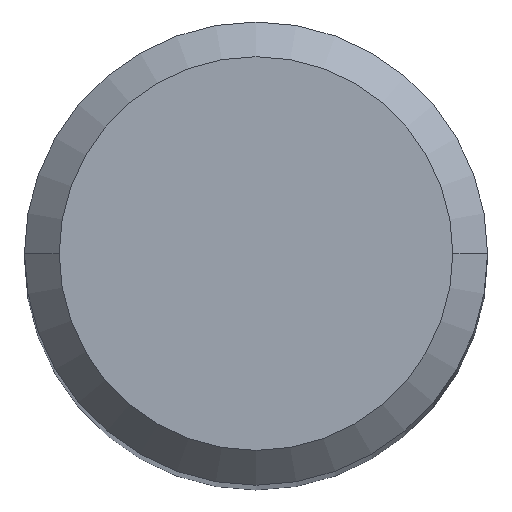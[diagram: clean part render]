
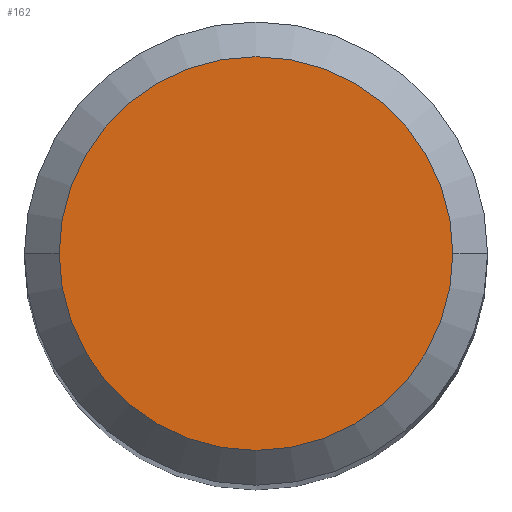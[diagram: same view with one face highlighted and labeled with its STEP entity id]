
A CAD part, top view. The second image highlights one B-rep face of the part: STEP entity #162.
In plain terms, the highlighted planar face has unit normal (0, 0, 1).
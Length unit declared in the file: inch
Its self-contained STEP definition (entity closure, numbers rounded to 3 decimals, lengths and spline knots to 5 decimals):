
#74 = DIRECTION ( 'NONE',  ( -1., 0., 0. ) ) ;
#76 = CIRCLE ( 'NONE', #466, 0.10039 ) ;
#84 = VERTEX_POINT ( 'NONE', #193 ) ;
#152 = CARTESIAN_POINT ( 'NONE',  ( 0., 0., 0. ) ) ;
#162 = ADVANCED_FACE ( 'NONE', ( #427 ), #351, .F. ) ;
#180 = CIRCLE ( 'NONE', #458, 0.10039 ) ;
#193 = CARTESIAN_POINT ( 'NONE',  ( 0.10039, 0., 0. ) ) ;
#198 = ORIENTED_EDGE ( 'NONE', *, *, #435, .T. ) ;
#201 = CARTESIAN_POINT ( 'NONE',  ( 0., 0., 0. ) ) ;
#215 = EDGE_CURVE ( 'NONE', #84, #282, #76, .T. ) ;
#227 = CARTESIAN_POINT ( 'NONE',  ( 0., 0., 0. ) ) ;
#231 = DIRECTION ( 'NONE',  ( 0., 0., 1. ) ) ;
#233 = DIRECTION ( 'NONE',  ( 1., 0., 0. ) ) ;
#234 = ORIENTED_EDGE ( 'NONE', *, *, #215, .T. ) ;
#244 = DIRECTION ( 'NONE',  ( 1., 0., 0. ) ) ;
#262 = DIRECTION ( 'NONE',  ( 0., 0., -1. ) ) ;
#282 = VERTEX_POINT ( 'NONE', #425 ) ;
#351 = PLANE ( 'NONE',  #465 ) ;
#425 = CARTESIAN_POINT ( 'NONE',  ( -0.10039, 0., 0. ) ) ;
#427 = FACE_OUTER_BOUND ( 'NONE', #455, .T. ) ;
#435 = EDGE_CURVE ( 'NONE', #282, #84, #180, .T. ) ;
#440 = DIRECTION ( 'NONE',  ( 0., 0., 1. ) ) ;
#455 = EDGE_LOOP ( 'NONE', ( #198, #234 ) ) ;
#458 = AXIS2_PLACEMENT_3D ( 'NONE', #201, #440, #244 ) ;
#465 = AXIS2_PLACEMENT_3D ( 'NONE', #227, #262, #74 ) ;
#466 = AXIS2_PLACEMENT_3D ( 'NONE', #152, #231, #233 ) ;
